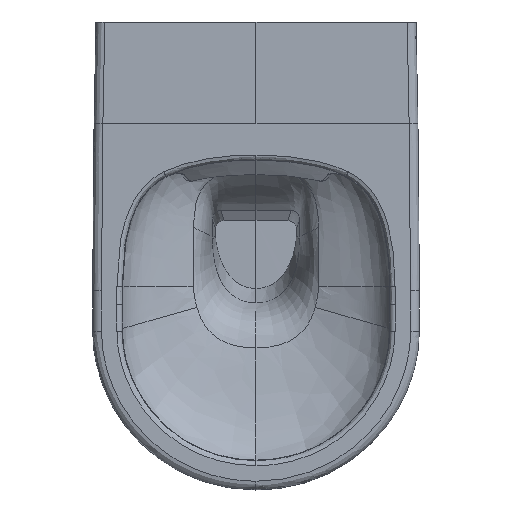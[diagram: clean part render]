
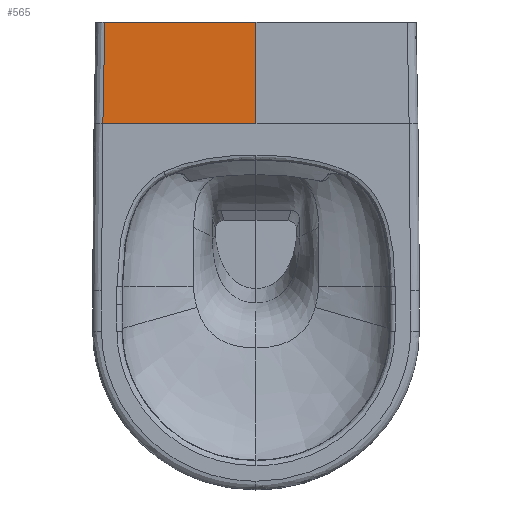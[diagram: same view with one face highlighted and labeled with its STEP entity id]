
A CAD part, top view. The second image highlights one B-rep face of the part: STEP entity #565.
In plain terms, the highlighted planar face has unit normal (0, 0, 1).
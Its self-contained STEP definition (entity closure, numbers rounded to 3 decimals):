
#169=(
BOUNDED_CURVE()
B_SPLINE_CURVE(3,(#32099,#32100,#32101,#32102),.UNSPECIFIED.,.F.,.F.)
B_SPLINE_CURVE_WITH_KNOTS((4,4),(0.,1.),.UNSPECIFIED.)
CURVE()
GEOMETRIC_REPRESENTATION_ITEM()
RATIONAL_B_SPLINE_CURVE((1.,1.,1.,1.))
REPRESENTATION_ITEM('')
);
#565=ADVANCED_FACE('',(#805),#598,.T.);
#598=PLANE('',#3322);
#805=FACE_OUTER_BOUND('',#1024,.T.);
#1024=EDGE_LOOP('',(#1960,#1961,#1962,#1963));
#1960=ORIENTED_EDGE('',*,*,#2858,.F.);
#1961=ORIENTED_EDGE('',*,*,#2859,.F.);
#1962=ORIENTED_EDGE('',*,*,#2860,.F.);
#1963=ORIENTED_EDGE('',*,*,#2861,.T.);
#2342=VERTEX_POINT('',#30357);
#2359=VERTEX_POINT('',#32103);
#2360=VERTEX_POINT('',#32108);
#2361=VERTEX_POINT('',#32113);
#2858=EDGE_CURVE('',#2342,#2359,#169,.T.);
#2859=EDGE_CURVE('',#2360,#2342,#3263,.T.);
#2860=EDGE_CURVE('',#2361,#2360,#3264,.T.);
#2861=EDGE_CURVE('',#2361,#2359,#3265,.T.);
#3263=B_SPLINE_CURVE_WITH_KNOTS('',3,(#32104,#32105,#32106,#32107),
 .UNSPECIFIED.,.F.,.F.,(4,4),(0.,1.),.UNSPECIFIED.);
#3264=B_SPLINE_CURVE_WITH_KNOTS('',3,(#32109,#32110,#32111,#32112),
 .UNSPECIFIED.,.F.,.F.,(4,4),(0.,1.),.UNSPECIFIED.);
#3265=B_SPLINE_CURVE_WITH_KNOTS('',3,(#32114,#32115,#32116,#32117),
 .UNSPECIFIED.,.F.,.F.,(4,4),(0.,1.),.UNSPECIFIED.);
#3322=AXIS2_PLACEMENT_3D('',#32118,#3380,#3381);
#3380=DIRECTION('',(0.,0.,1.));
#3381=DIRECTION('',(0.,-1.,0.));
#30357=CARTESIAN_POINT('',(-173.417,-114.458,-10.));
#32099=CARTESIAN_POINT('',(-173.417,-114.458,-10.));
#32100=CARTESIAN_POINT('',(-172.819,-76.303,-10.));
#32101=CARTESIAN_POINT('',(-172.074,-38.15,-10.));
#32102=CARTESIAN_POINT('',(-171.223,0.,-10.));
#32103=CARTESIAN_POINT('',(-171.223,0.,-10.));
#32104=CARTESIAN_POINT('',(0.,-114.458,-10.));
#32105=CARTESIAN_POINT('',(-57.806,-114.458,-10.));
#32106=CARTESIAN_POINT('',(-115.611,-114.458,-10.));
#32107=CARTESIAN_POINT('',(-173.417,-114.458,-10.));
#32108=CARTESIAN_POINT('',(0.,-114.458,-10.));
#32109=CARTESIAN_POINT('',(0.,0.,-10.));
#32110=CARTESIAN_POINT('',(0.,-38.153,-10.));
#32111=CARTESIAN_POINT('',(0.,-76.305,-10.));
#32112=CARTESIAN_POINT('',(0.,-114.458,-10.));
#32113=CARTESIAN_POINT('',(0.,0.,-10.));
#32114=CARTESIAN_POINT('',(0.,0.,-10.));
#32115=CARTESIAN_POINT('',(-57.074,0.,-10.));
#32116=CARTESIAN_POINT('',(-114.149,0.,-10.));
#32117=CARTESIAN_POINT('',(-171.223,0.,-10.));
#32118=CARTESIAN_POINT('',(0.,-114.458,-10.));
